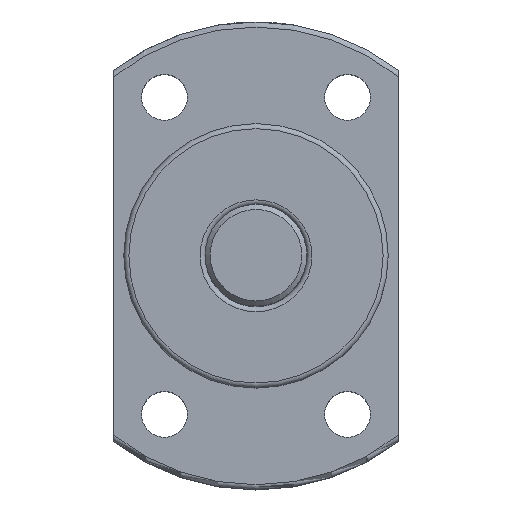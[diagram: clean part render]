
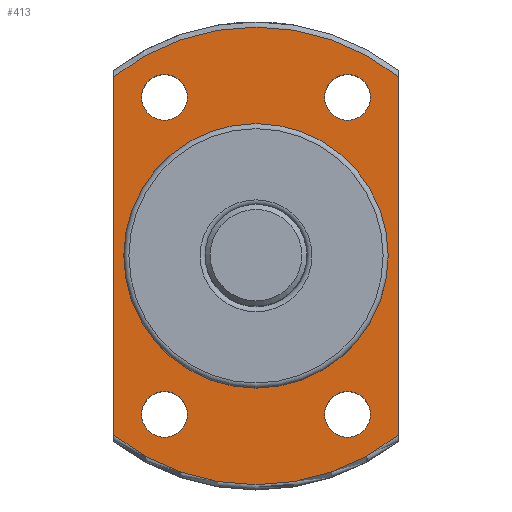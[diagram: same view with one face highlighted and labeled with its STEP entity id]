
A CAD part, top view. The second image highlights one B-rep face of the part: STEP entity #413.
In plain terms, the highlighted planar face has unit normal (0, 0, 1).
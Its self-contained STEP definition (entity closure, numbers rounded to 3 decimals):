
#31=PLANE('',#469);
#59=CIRCLE('',#466,22.5);
#60=CIRCLE('',#468,22.5);
#61=CIRCLE('',#470,13.);
#62=CIRCLE('',#471,2.25);
#63=CIRCLE('',#472,2.25);
#64=CIRCLE('',#473,2.25);
#65=CIRCLE('',#474,2.25);
#112=ORIENTED_EDGE('',*,*,#202,.T.);
#113=ORIENTED_EDGE('',*,*,#203,.T.);
#114=ORIENTED_EDGE('',*,*,#204,.T.);
#115=ORIENTED_EDGE('',*,*,#205,.T.);
#116=ORIENTED_EDGE('',*,*,#206,.T.);
#117=ORIENTED_EDGE('',*,*,#199,.F.);
#118=ORIENTED_EDGE('',*,*,#207,.T.);
#119=ORIENTED_EDGE('',*,*,#196,.F.);
#120=ORIENTED_EDGE('',*,*,#208,.T.);
#196=EDGE_CURVE('',#240,#241,#59,.T.);
#199=EDGE_CURVE('',#242,#243,#60,.T.);
#202=EDGE_CURVE('',#244,#244,#61,.T.);
#203=EDGE_CURVE('',#245,#245,#62,.T.);
#204=EDGE_CURVE('',#246,#246,#63,.T.);
#205=EDGE_CURVE('',#247,#247,#64,.T.);
#206=EDGE_CURVE('',#248,#248,#65,.T.);
#207=EDGE_CURVE('',#242,#241,#268,.T.);
#208=EDGE_CURVE('',#240,#243,#269,.T.);
#240=VERTEX_POINT('',#713);
#241=VERTEX_POINT('',#714);
#242=VERTEX_POINT('',#727);
#243=VERTEX_POINT('',#728);
#244=VERTEX_POINT('',#741);
#245=VERTEX_POINT('',#743);
#246=VERTEX_POINT('',#745);
#247=VERTEX_POINT('',#747);
#248=VERTEX_POINT('',#749);
#268=LINE('',#750,#276);
#269=LINE('',#751,#277);
#276=VECTOR('',#569,1000.);
#277=VECTOR('',#570,1000.);
#291=EDGE_LOOP('',(#112));
#292=EDGE_LOOP('',(#113));
#293=EDGE_LOOP('',(#114));
#294=EDGE_LOOP('',(#115));
#295=EDGE_LOOP('',(#116));
#296=EDGE_LOOP('',(#117,#118,#119,#120));
#349=FACE_BOUND('',#291,.T.);
#350=FACE_BOUND('',#292,.T.);
#351=FACE_BOUND('',#293,.T.);
#352=FACE_BOUND('',#294,.T.);
#353=FACE_BOUND('',#295,.T.);
#354=FACE_BOUND('',#296,.T.);
#413=ADVANCED_FACE('',(#349,#350,#351,#352,#353,#354),#31,.T.);
#466=AXIS2_PLACEMENT_3D('',#712,#551,#552);
#468=AXIS2_PLACEMENT_3D('',#726,#555,#556);
#469=AXIS2_PLACEMENT_3D('',#739,#557,#558);
#470=AXIS2_PLACEMENT_3D('',#740,#559,#560);
#471=AXIS2_PLACEMENT_3D('',#742,#561,#562);
#472=AXIS2_PLACEMENT_3D('',#744,#563,#564);
#473=AXIS2_PLACEMENT_3D('',#746,#565,#566);
#474=AXIS2_PLACEMENT_3D('',#748,#567,#568);
#551=DIRECTION('',(0.,0.,-1.));
#552=DIRECTION('',(-1.,0.,0.));
#555=DIRECTION('',(0.,0.,-1.));
#556=DIRECTION('',(-1.,0.,0.));
#557=DIRECTION('',(0.,0.,1.));
#558=DIRECTION('',(1.,0.,0.));
#559=DIRECTION('',(0.,0.,-1.));
#560=DIRECTION('',(-1.,0.,0.));
#561=DIRECTION('',(0.,0.,-1.));
#562=DIRECTION('',(-1.,0.,0.));
#563=DIRECTION('',(0.,0.,-1.));
#564=DIRECTION('',(-1.,0.,0.));
#565=DIRECTION('',(0.,0.,-1.));
#566=DIRECTION('',(-1.,0.,0.));
#567=DIRECTION('',(0.,0.,-1.));
#568=DIRECTION('',(-1.,0.,0.));
#569=DIRECTION('',(0.,-1.,0.));
#570=DIRECTION('',(0.,1.,0.));
#712=CARTESIAN_POINT('',(0.,0.,26.));
#713=CARTESIAN_POINT('',(14.,-17.614,26.));
#714=CARTESIAN_POINT('',(-14.,-17.614,26.));
#726=CARTESIAN_POINT('',(0.,0.,26.));
#727=CARTESIAN_POINT('',(-14.,17.614,26.));
#728=CARTESIAN_POINT('',(14.,17.614,26.));
#739=CARTESIAN_POINT('',(0.,22.5,26.));
#740=CARTESIAN_POINT('',(0.,0.,26.));
#741=CARTESIAN_POINT('',(-13.,0.,26.));
#742=CARTESIAN_POINT('',(-9.,15.588,26.));
#743=CARTESIAN_POINT('',(-11.25,15.588,26.));
#744=CARTESIAN_POINT('',(9.,-15.588,26.));
#745=CARTESIAN_POINT('',(6.75,-15.588,26.));
#746=CARTESIAN_POINT('',(-9.,-15.588,26.));
#747=CARTESIAN_POINT('',(-11.25,-15.588,26.));
#748=CARTESIAN_POINT('',(9.,15.588,26.));
#749=CARTESIAN_POINT('',(6.75,15.588,26.));
#750=CARTESIAN_POINT('',(-14.,22.5,26.));
#751=CARTESIAN_POINT('',(14.,22.5,26.));
